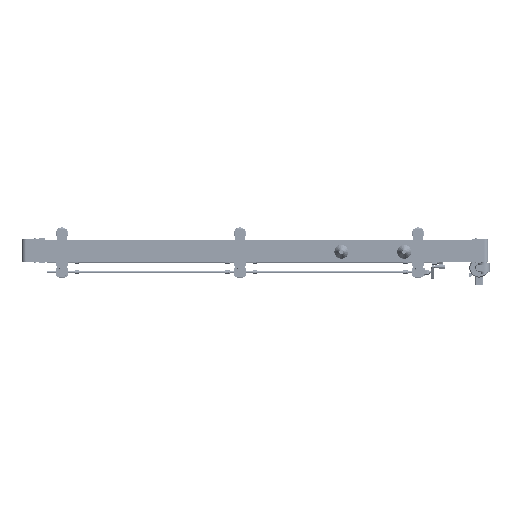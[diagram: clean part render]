
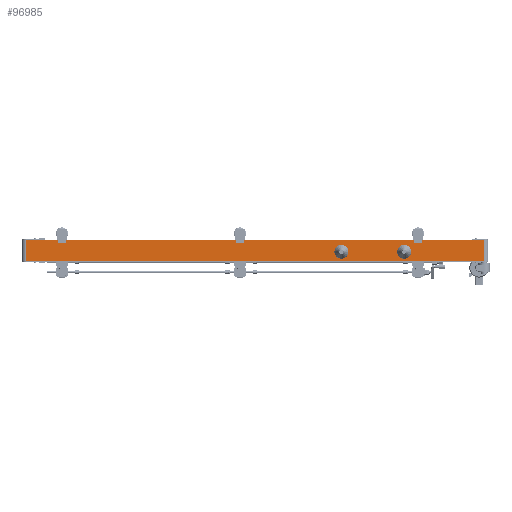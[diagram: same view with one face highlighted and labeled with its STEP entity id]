
A CAD part, front view. The second image highlights one B-rep face of the part: STEP entity #96985.
In plain terms, the highlighted face is planar.
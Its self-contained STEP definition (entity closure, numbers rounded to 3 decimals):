
#7351=LINE('',#159620,#14256);
#7356=LINE('',#159637,#14261);
#7357=LINE('',#159641,#14262);
#7358=LINE('',#159642,#14263);
#14256=VECTOR('',#120807,1000.);
#14261=VECTOR('',#120822,1000.);
#14262=VECTOR('',#120827,1000.);
#14263=VECTOR('',#120828,1000.);
#17473=PLANE('',#103125);
#36119=ORIENTED_EDGE('',*,*,#47336,.T.);
#36120=ORIENTED_EDGE('',*,*,#47338,.F.);
#36121=ORIENTED_EDGE('',*,*,#47328,.F.);
#36122=ORIENTED_EDGE('',*,*,#47339,.T.);
#47328=EDGE_CURVE('',#54494,#54495,#7351,.T.);
#47336=EDGE_CURVE('',#54501,#54500,#7356,.T.);
#47338=EDGE_CURVE('',#54495,#54500,#7357,.T.);
#47339=EDGE_CURVE('',#54494,#54501,#7358,.T.);
#54494=VERTEX_POINT('',#159621);
#54495=VERTEX_POINT('',#159622);
#54500=VERTEX_POINT('',#159636);
#54501=VERTEX_POINT('',#159638);
#61875=EDGE_LOOP('',(#36119,#36120,#36121,#36122));
#67054=FACE_BOUND('',#61875,.T.);
#96985=ADVANCED_FACE('',(#67054),#17473,.T.);
#103125=AXIS2_PLACEMENT_3D('',#159640,#120825,#120826);
#120807=DIRECTION('',(0.,0.,1.));
#120822=DIRECTION('',(0.,0.,1.));
#120825=DIRECTION('',(0.,1.,0.));
#120826=DIRECTION('',(0.,0.,1.));
#120827=DIRECTION('',(-1.,0.,0.));
#120828=DIRECTION('',(-1.,0.,0.));
#159620=CARTESIAN_POINT('',(2829.,27.,-20.));
#159621=CARTESIAN_POINT('',(2829.,27.,-20.));
#159622=CARTESIAN_POINT('',(2829.,27.,110.));
#159636=CARTESIAN_POINT('',(-129.,27.,110.));
#159637=CARTESIAN_POINT('',(-129.,27.,-20.));
#159638=CARTESIAN_POINT('',(-129.,27.,-20.));
#159640=CARTESIAN_POINT('',(129.,27.,-20.));
#159641=CARTESIAN_POINT('',(129.,27.,110.));
#159642=CARTESIAN_POINT('',(129.,27.,-20.));
